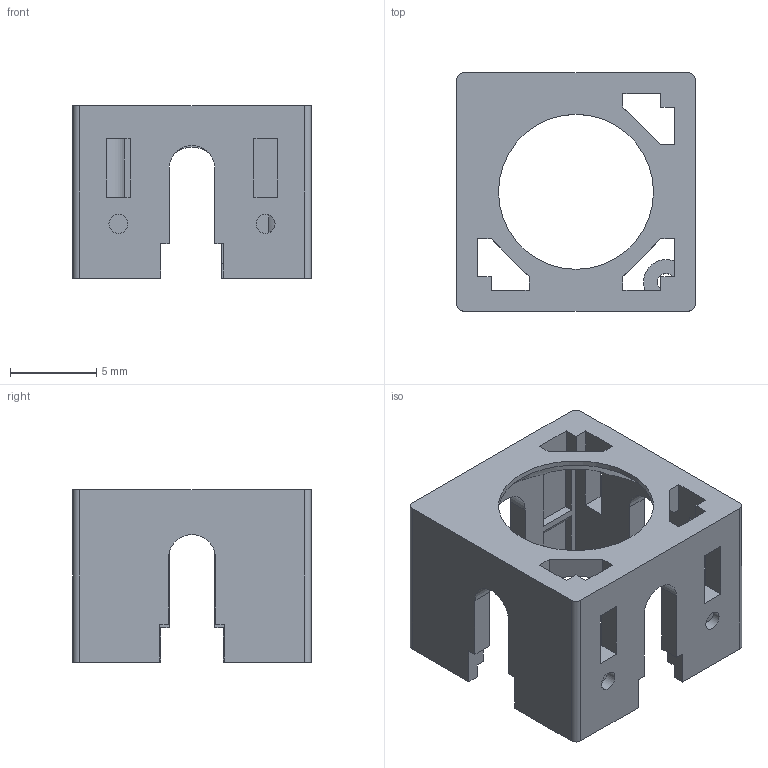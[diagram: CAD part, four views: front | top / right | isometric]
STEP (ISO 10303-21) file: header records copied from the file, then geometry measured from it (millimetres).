
FILE_DESCRIPTION(/* description */ (''),/* implementation_level */ '2;1');
FILE_NAME(/* name */ 'T3-NGCC-TOP_HOUSING.stp',/* time_stamp */ '2022-08-31T18:24:42-04:00',/* author */ ('Antoine'),/* organization */ (''),/* preprocessor_version */ 'ST-DEVELOPER v19.2',/* originating_system */ 'AutoCAD Mechanical',/* authorisation */ '');
FILE_SCHEMA (('AUTOMOTIVE_DESIGN { 1 0 10303 214 3 1 1 }'));
Length unit declared in the file: millimetre
Products named in the file (1): Product
Bounding box: 13.85 x 13.85 x 10 mm (x, y, z)
Volume: 524.4 mm3; surface area: 1184.1 mm2
Topology: 1 solids, 1 shells, 133 faces, 395 edges, 262 vertices
Faces by surface type: plane 113, cylinder 19, cone 1
Full cylindrical faces by diameter (mm): 1 x2, 1.1 x4, 9 x1
Entity records: 4482 total; most frequent: CARTESIAN_POINT 862, ORIENTED_EDGE 790, DIRECTION 689, EDGE_CURVE 395, LINE 335, VECTOR 335, VERTEX_POINT 262, AXIS2_PLACEMENT_3D 177
